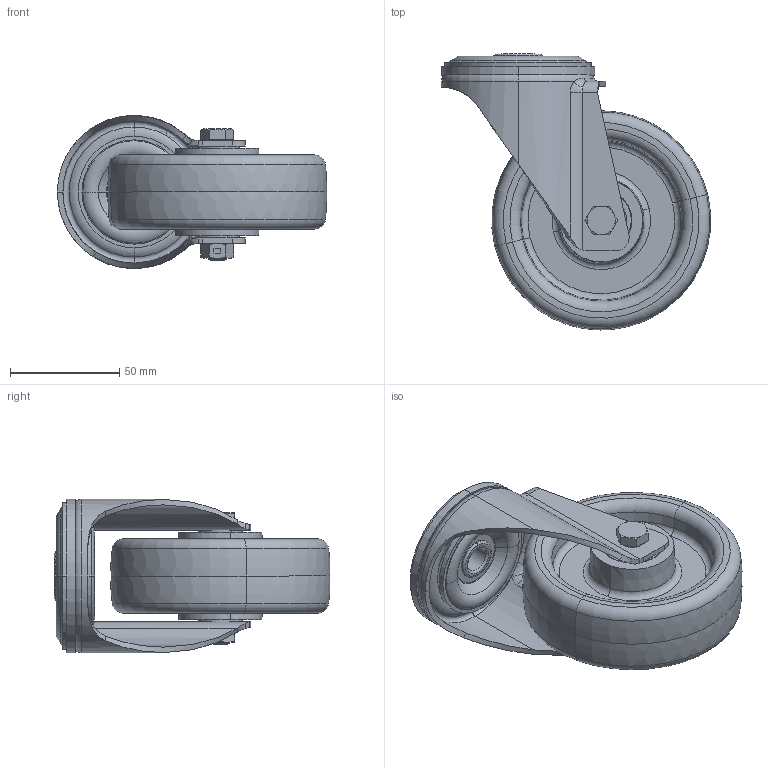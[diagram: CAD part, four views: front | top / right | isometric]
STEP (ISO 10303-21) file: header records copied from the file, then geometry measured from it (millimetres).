
FILE_DESCRIPTION (( 'STEP AP214' ), '1' );
FILE_NAME ('0056223.step', '2023-07-26T11:26:05', ( '' ), ( '' ), 'SwSTEP 2.0', 'SolidWorks 2020', '' );
FILE_SCHEMA (( 'AUTOMOTIVE_DESIGN' ));
Length unit declared in the file: millimetre
Products named in the file (1): 0056223
Bounding box: 122.92 x 126.05 x 70 mm (x, y, z)
Volume: 238279.5 mm3; surface area: 92384.6 mm2
Topology: 19 solids, 20 shells, 410 faces, 858 edges, 501 vertices
Faces by surface type: torus 118, cylinder 113, plane 93, cone 68, bspline 18
Entity records: 17495 total; most frequent: CARTESIAN_POINT 3838, DIRECTION 2055, ORIENTED_EDGE 1716, AXIS2_PLACEMENT_3D 911, EDGE_CURVE 858, CIRCLE 518, VERTEX_POINT 501, EDGE_LOOP 465
